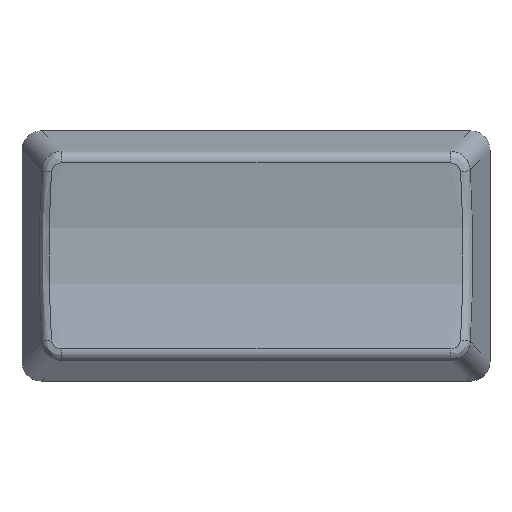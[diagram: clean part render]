
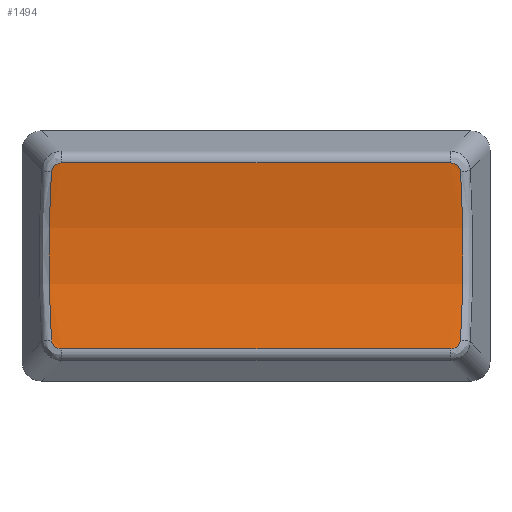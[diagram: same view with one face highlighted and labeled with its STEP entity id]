
A CAD part, top view. The second image highlights one B-rep face of the part: STEP entity #1494.
In plain terms, the highlighted free-form (B-spline) face has degree [3, 1] with [6, 2] control points.
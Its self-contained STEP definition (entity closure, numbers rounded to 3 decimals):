
#1367=CARTESIAN_POINT('',(-87.085,-201.258,2.131));
#1368=CARTESIAN_POINT('',(-61.415,-201.258,2.131));
#1369=CARTESIAN_POINT('',(-87.085,-199.338,1.71));
#1370=CARTESIAN_POINT('',(-61.415,-199.338,1.71));
#1371=CARTESIAN_POINT('',(-87.085,-197.419,1.5));
#1372=CARTESIAN_POINT('',(-61.415,-197.419,1.5));
#1373=CARTESIAN_POINT('',(-87.085,-193.581,1.5));
#1374=CARTESIAN_POINT('',(-61.415,-193.581,1.5));
#1375=CARTESIAN_POINT('',(-87.085,-191.662,1.71));
#1376=CARTESIAN_POINT('',(-61.415,-191.662,1.71));
#1377=CARTESIAN_POINT('',(-87.085,-189.742,2.131));
#1378=CARTESIAN_POINT('',(-61.415,-189.742,2.131));
#1379=B_SPLINE_SURFACE_WITH_KNOTS('',3,1,((#1367,#1368),(#1369,#1370),(#1371,#1372),(#1373,#1374),(#1375,#1376),(#1377,#1378)),.UNSPECIFIED.,.F.,.F.,.U.,(4,2,4),(2,2),(0.103,0.5,0.897),(0.143,0.857),.UNSPECIFIED.);
#1380=CARTESIAN_POINT('',(-62.207,-201.258,2.131));
#1381=VERTEX_POINT('',#1380);
#1382=CARTESIAN_POINT('',(-61.573,-200.707,2.016));
#1383=VERTEX_POINT('',#1382);
#1384=CARTESIAN_POINT('',(-62.207,-201.258,2.131));
#1385=CARTESIAN_POINT('',(-62.128,-201.258,2.131));
#1386=CARTESIAN_POINT('',(-62.049,-201.244,2.128));
#1387=CARTESIAN_POINT('',(-61.976,-201.218,2.122));
#1388=CARTESIAN_POINT('',(-61.902,-201.192,2.116));
#1389=CARTESIAN_POINT('',(-61.833,-201.153,2.108));
#1390=CARTESIAN_POINT('',(-61.775,-201.103,2.097));
#1391=CARTESIAN_POINT('',(-61.716,-201.053,2.087));
#1392=CARTESIAN_POINT('',(-61.667,-200.992,2.074));
#1393=CARTESIAN_POINT('',(-61.633,-200.924,2.06));
#1394=CARTESIAN_POINT('',(-61.598,-200.856,2.046));
#1395=CARTESIAN_POINT('',(-61.578,-200.783,2.031));
#1396=CARTESIAN_POINT('',(-61.573,-200.707,2.016));
#1397=B_SPLINE_CURVE_WITH_KNOTS('',3,(#1384,#1385,#1386,#1387,#1388,#1389,#1390,#1391,#1392,#1393,#1394,#1395,#1396),.UNSPECIFIED.,.F.,.F.,(4,3,3,3,4),(0.,0.,0.,0.001,0.001),.UNSPECIFIED.);
#1398=EDGE_CURVE('',#1381,#1383,#1397,.T.);
#1399=ORIENTED_EDGE('',*,*,#1398,.T.);
#1400=CARTESIAN_POINT('',(-61.573,-190.293,2.016));
#1401=VERTEX_POINT('',#1400);
#1402=CARTESIAN_POINT('',(-61.573,-200.707,2.016));
#1403=CARTESIAN_POINT('',(-61.469,-198.986,1.675));
#1404=CARTESIAN_POINT('',(-61.415,-197.256,1.501));
#1405=CARTESIAN_POINT('',(-61.415,-195.511,1.5));
#1406=CARTESIAN_POINT('',(-61.415,-194.639,1.5));
#1407=CARTESIAN_POINT('',(-61.428,-193.761,1.543));
#1408=CARTESIAN_POINT('',(-61.455,-192.89,1.63));
#1409=CARTESIAN_POINT('',(-61.481,-192.019,1.716));
#1410=CARTESIAN_POINT('',(-61.521,-191.154,1.845));
#1411=CARTESIAN_POINT('',(-61.573,-190.293,2.016));
#1412=B_SPLINE_CURVE_WITH_KNOTS('',3,(#1402,#1403,#1404,#1405,#1406,#1407,#1408,#1409,#1410,#1411),.UNSPECIFIED.,.F.,.F.,(4,3,3,4),(0.,0.005,0.008,0.011),.UNSPECIFIED.);
#1413=EDGE_CURVE('',#1383,#1401,#1412,.T.);
#1414=ORIENTED_EDGE('',*,*,#1413,.T.);
#1415=CARTESIAN_POINT('',(-62.207,-189.742,2.131));
#1416=VERTEX_POINT('',#1415);
#1417=CARTESIAN_POINT('',(-61.573,-190.293,2.016));
#1418=CARTESIAN_POINT('',(-61.583,-190.141,2.046));
#1419=CARTESIAN_POINT('',(-61.657,-189.997,2.076));
#1420=CARTESIAN_POINT('',(-61.775,-189.897,2.097));
#1421=CARTESIAN_POINT('',(-61.893,-189.797,2.119));
#1422=CARTESIAN_POINT('',(-62.048,-189.742,2.131));
#1423=CARTESIAN_POINT('',(-62.207,-189.742,2.131));
#1424=B_SPLINE_CURVE_WITH_KNOTS('',3,(#1417,#1418,#1419,#1420,#1421,#1422,#1423),.UNSPECIFIED.,.F.,.F.,(4,3,4),(0.,0.,0.001),.UNSPECIFIED.);
#1425=EDGE_CURVE('',#1401,#1416,#1424,.T.);
#1426=ORIENTED_EDGE('',*,*,#1425,.T.);
#1427=CARTESIAN_POINT('',(-86.293,-189.742,2.131));
#1428=VERTEX_POINT('',#1427);
#1429=CARTESIAN_POINT('',(-62.207,-189.742,2.131));
#1430=DIRECTION('',(-1.,-0.,0.));
#1431=VECTOR('',#1430,24.086);
#1432=LINE('',#1429,#1431);
#1433=EDGE_CURVE('',#1416,#1428,#1432,.T.);
#1434=ORIENTED_EDGE('',*,*,#1433,.T.);
#1435=CARTESIAN_POINT('',(-86.927,-190.293,2.016));
#1436=VERTEX_POINT('',#1435);
#1437=CARTESIAN_POINT('',(-86.293,-189.742,2.131));
#1438=CARTESIAN_POINT('',(-86.372,-189.742,2.131));
#1439=CARTESIAN_POINT('',(-86.451,-189.756,2.128));
#1440=CARTESIAN_POINT('',(-86.524,-189.782,2.122));
#1441=CARTESIAN_POINT('',(-86.598,-189.808,2.116));
#1442=CARTESIAN_POINT('',(-86.667,-189.847,2.108));
#1443=CARTESIAN_POINT('',(-86.725,-189.897,2.097));
#1444=CARTESIAN_POINT('',(-86.784,-189.947,2.087));
#1445=CARTESIAN_POINT('',(-86.833,-190.008,2.074));
#1446=CARTESIAN_POINT('',(-86.867,-190.076,2.06));
#1447=CARTESIAN_POINT('',(-86.902,-190.144,2.046));
#1448=CARTESIAN_POINT('',(-86.922,-190.217,2.031));
#1449=CARTESIAN_POINT('',(-86.927,-190.293,2.016));
#1450=B_SPLINE_CURVE_WITH_KNOTS('',3,(#1437,#1438,#1439,#1440,#1441,#1442,#1443,#1444,#1445,#1446,#1447,#1448,#1449),.UNSPECIFIED.,.F.,.F.,(4,3,3,3,4),(0.,0.,0.,0.001,0.001),.UNSPECIFIED.);
#1451=EDGE_CURVE('',#1428,#1436,#1450,.T.);
#1452=ORIENTED_EDGE('',*,*,#1451,.T.);
#1453=CARTESIAN_POINT('',(-86.927,-200.707,2.016));
#1454=VERTEX_POINT('',#1453);
#1455=CARTESIAN_POINT('',(-86.927,-190.293,2.016));
#1456=CARTESIAN_POINT('',(-86.979,-191.154,1.845));
#1457=CARTESIAN_POINT('',(-87.019,-192.019,1.716));
#1458=CARTESIAN_POINT('',(-87.045,-192.89,1.63));
#1459=CARTESIAN_POINT('',(-87.072,-193.761,1.543));
#1460=CARTESIAN_POINT('',(-87.085,-194.639,1.5));
#1461=CARTESIAN_POINT('',(-87.085,-195.511,1.5));
#1462=CARTESIAN_POINT('',(-87.085,-197.256,1.501));
#1463=CARTESIAN_POINT('',(-87.031,-198.986,1.675));
#1464=CARTESIAN_POINT('',(-86.927,-200.707,2.016));
#1465=B_SPLINE_CURVE_WITH_KNOTS('',3,(#1455,#1456,#1457,#1458,#1459,#1460,#1461,#1462,#1463,#1464),.UNSPECIFIED.,.F.,.F.,(4,3,3,4),(0.,0.003,0.005,0.011),.UNSPECIFIED.);
#1466=EDGE_CURVE('',#1436,#1454,#1465,.T.);
#1467=ORIENTED_EDGE('',*,*,#1466,.T.);
#1468=CARTESIAN_POINT('',(-86.293,-201.258,2.131));
#1469=VERTEX_POINT('',#1468);
#1470=CARTESIAN_POINT('',(-86.927,-200.707,2.016));
#1471=CARTESIAN_POINT('',(-86.922,-200.783,2.031));
#1472=CARTESIAN_POINT('',(-86.902,-200.856,2.046));
#1473=CARTESIAN_POINT('',(-86.867,-200.924,2.06));
#1474=CARTESIAN_POINT('',(-86.833,-200.992,2.074));
#1475=CARTESIAN_POINT('',(-86.784,-201.053,2.087));
#1476=CARTESIAN_POINT('',(-86.725,-201.103,2.097));
#1477=CARTESIAN_POINT('',(-86.667,-201.153,2.108));
#1478=CARTESIAN_POINT('',(-86.598,-201.192,2.116));
#1479=CARTESIAN_POINT('',(-86.524,-201.218,2.122));
#1480=CARTESIAN_POINT('',(-86.451,-201.244,2.128));
#1481=CARTESIAN_POINT('',(-86.372,-201.258,2.131));
#1482=CARTESIAN_POINT('',(-86.293,-201.258,2.131));
#1483=B_SPLINE_CURVE_WITH_KNOTS('',3,(#1470,#1471,#1472,#1473,#1474,#1475,#1476,#1477,#1478,#1479,#1480,#1481,#1482),.UNSPECIFIED.,.F.,.F.,(4,3,3,3,4),(0.,0.,0.,0.001,0.001),.UNSPECIFIED.);
#1484=EDGE_CURVE('',#1454,#1469,#1483,.T.);
#1485=ORIENTED_EDGE('',*,*,#1484,.T.);
#1486=CARTESIAN_POINT('',(-86.293,-201.258,2.131));
#1487=DIRECTION('',(1.,0.,-0.));
#1488=VECTOR('',#1487,24.086);
#1489=LINE('',#1486,#1488);
#1490=EDGE_CURVE('',#1469,#1381,#1489,.T.);
#1491=ORIENTED_EDGE('',*,*,#1490,.T.);
#1492=EDGE_LOOP('',(#1399,#1414,#1426,#1434,#1452,#1467,#1485,#1491));
#1493=FACE_BOUND('',#1492,.T.);
#1494=ADVANCED_FACE('',(#1493),#1379,.F.);
